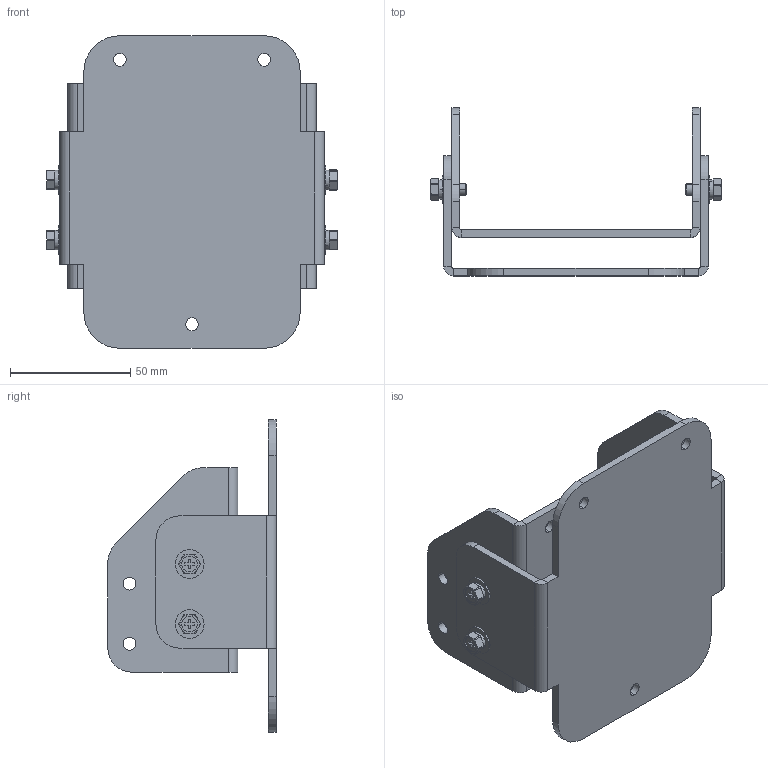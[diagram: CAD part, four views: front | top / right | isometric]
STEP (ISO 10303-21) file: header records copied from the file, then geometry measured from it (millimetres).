
FILE_DESCRIPTION (( 'STEP AP214' ), '1' );
FILE_NAME ('’ê–ÊŽæ•t‹à‹ï.STEP', '2016-01-24T23:52:55', ( 'hokuyo' ), ( '' ), 'SwSTEP 2.0', 'SolidWorks 2015', '' );
FILE_SCHEMA (( 'AUTOMOTIVE_DESIGN' ));
Length unit declared in the file: millimetre
Products named in the file (4): M5 BOLT; 底面取付角度調整BKT; 娃敖庢晅BKT; 底面取付金具
Assembly tree (6 placements, depth 2):
  底面取付金具
    娃敖庢晅BKT
    底面取付角度調整BKT
    M5 BOLT  x4
Bounding box: 121 x 70 x 130 mm (x, y, z)
Volume: 107713.4 mm3; surface area: 73099.9 mm2
Topology: 6 solids, 6 shells, 324 faces, 800 edges, 504 vertices
Faces by surface type: plane 166, cylinder 126, cone 32
Entity records: 5257 total; most frequent: CARTESIAN_POINT 924, DIRECTION 917, ORIENTED_EDGE 838, EDGE_CURVE 419, AXIS2_PLACEMENT_3D 343, VERTEX_POINT 264, VECTOR 231, LINE 231
